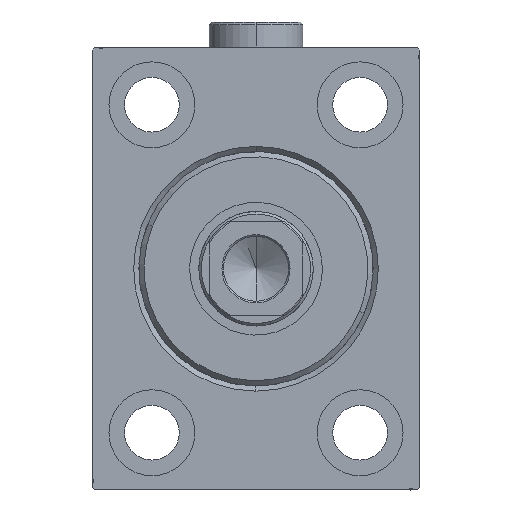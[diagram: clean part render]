
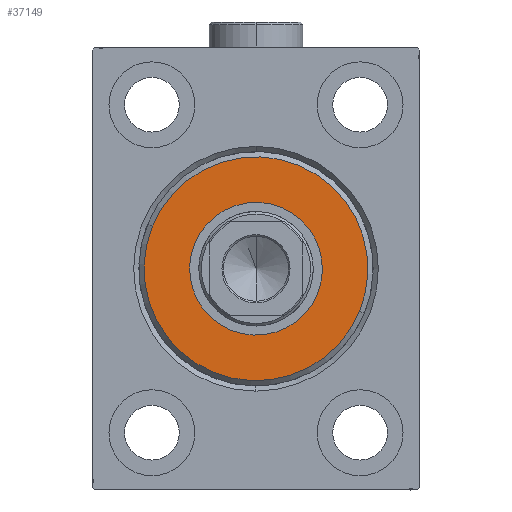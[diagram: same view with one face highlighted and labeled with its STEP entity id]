
A CAD part, left-side view. The second image highlights one B-rep face of the part: STEP entity #37149.
In plain terms, the highlighted face is planar.
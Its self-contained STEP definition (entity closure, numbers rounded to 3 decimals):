
#880 = DIRECTION ( 'NONE',  ( 0., 0., -1. ) ) ;
#1397 = DIRECTION ( 'NONE',  ( 1., 0., 0. ) ) ;
#2381 = CIRCLE ( 'NONE', #38747, 21.5 ) ;
#2478 = CARTESIAN_POINT ( 'NONE',  ( 3., 0., 12.75 ) ) ;
#2519 = CARTESIAN_POINT ( 'NONE',  ( 3., 0., 0. ) ) ;
#3557 = EDGE_CURVE ( 'NONE', #16965, #17724, #6721, .T. ) ;
#5043 = DIRECTION ( 'NONE',  ( 0., 0., -1. ) ) ;
#5633 = CIRCLE ( 'NONE', #32542, 12.75 ) ;
#6060 = CARTESIAN_POINT ( 'NONE',  ( 3., 0., -12.75 ) ) ;
#6721 = CIRCLE ( 'NONE', #43026, 12.75 ) ;
#10828 = PLANE ( 'NONE',  #17859 ) ;
#11752 = CARTESIAN_POINT ( 'NONE',  ( 3., 0., 0. ) ) ;
#12436 = DIRECTION ( 'NONE',  ( 1., 0., 0. ) ) ;
#14556 = VERTEX_POINT ( 'NONE', #41803 ) ;
#16965 = VERTEX_POINT ( 'NONE', #6060 ) ;
#17179 = EDGE_LOOP ( 'NONE', ( #17794, #42989 ) ) ;
#17724 = VERTEX_POINT ( 'NONE', #2478 ) ;
#17794 = ORIENTED_EDGE ( 'NONE', *, *, #32264, .T. ) ;
#17859 = AXIS2_PLACEMENT_3D ( 'NONE', #44972, #1397, #5043 ) ;
#18054 = CARTESIAN_POINT ( 'NONE',  ( 3., 0., 21.5 ) ) ;
#18700 = FACE_OUTER_BOUND ( 'NONE', #17179, .T. ) ;
#21117 = ORIENTED_EDGE ( 'NONE', *, *, #41547, .T. ) ;
#21147 = ORIENTED_EDGE ( 'NONE', *, *, #3557, .T. ) ;
#21382 = CIRCLE ( 'NONE', #44635, 21.5 ) ;
#23390 = CARTESIAN_POINT ( 'NONE',  ( 3., 0., 0. ) ) ;
#25655 = DIRECTION ( 'NONE',  ( -1., 0., 0. ) ) ;
#25658 = EDGE_CURVE ( 'NONE', #14556, #38429, #2381, .T. ) ;
#32264 = EDGE_CURVE ( 'NONE', #38429, #14556, #21382, .T. ) ;
#32542 = AXIS2_PLACEMENT_3D ( 'NONE', #11752, #25655, #39524 ) ;
#32744 = DIRECTION ( 'NONE',  ( 1., 0., 0. ) ) ;
#34026 = EDGE_LOOP ( 'NONE', ( #21117, #21147 ) ) ;
#35928 = CARTESIAN_POINT ( 'NONE',  ( 3., 0., 0. ) ) ;
#36222 = FACE_BOUND ( 'NONE', #34026, .T. ) ;
#37111 = DIRECTION ( 'NONE',  ( -1., 0., 0. ) ) ;
#37149 = ADVANCED_FACE ( 'NONE', ( #18700, #36222 ), #10828, .T. ) ;
#38429 = VERTEX_POINT ( 'NONE', #18054 ) ;
#38747 = AXIS2_PLACEMENT_3D ( 'NONE', #23390, #12436, #40202 ) ;
#39524 = DIRECTION ( 'NONE',  ( 0., 0., -1. ) ) ;
#40202 = DIRECTION ( 'NONE',  ( 0., 0., -1. ) ) ;
#41547 = EDGE_CURVE ( 'NONE', #17724, #16965, #5633, .T. ) ;
#41803 = CARTESIAN_POINT ( 'NONE',  ( 3., 0., -21.5 ) ) ;
#42989 = ORIENTED_EDGE ( 'NONE', *, *, #25658, .T. ) ;
#43026 = AXIS2_PLACEMENT_3D ( 'NONE', #2519, #37111, #44182 ) ;
#44182 = DIRECTION ( 'NONE',  ( 0., 0., -1. ) ) ;
#44635 = AXIS2_PLACEMENT_3D ( 'NONE', #35928, #32744, #880 ) ;
#44972 = CARTESIAN_POINT ( 'NONE',  ( 3., 0., 0. ) ) ;
